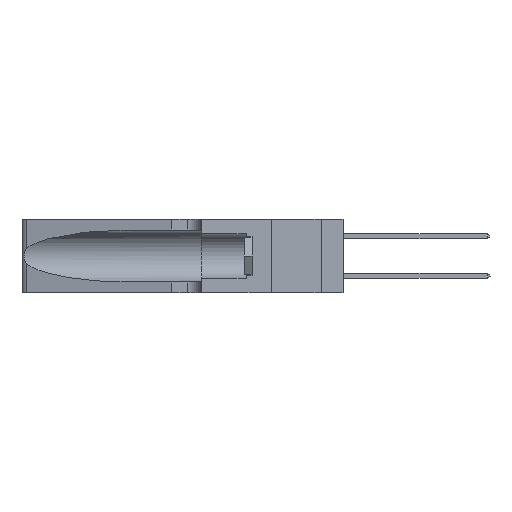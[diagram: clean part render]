
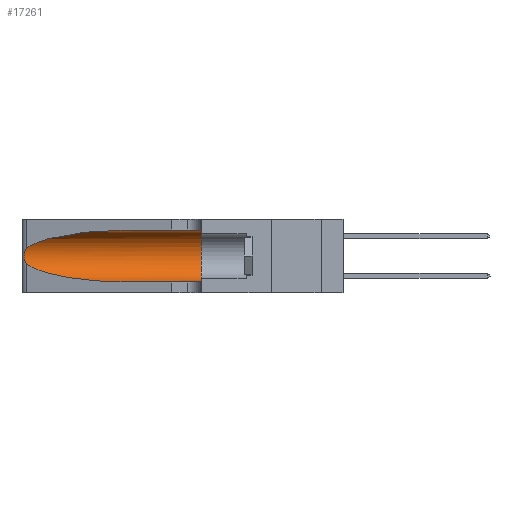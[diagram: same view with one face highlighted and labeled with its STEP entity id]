
A CAD part, left-side view. The second image highlights one B-rep face of the part: STEP entity #17261.
In plain terms, the highlighted cylindrical face has radius 3.308 mm (diameter 6.617 mm), a partial arc.
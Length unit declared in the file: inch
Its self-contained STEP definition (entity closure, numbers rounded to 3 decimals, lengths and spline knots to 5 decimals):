
#77 = VECTOR ( 'NONE', #30159, 39.37008 ) ;
#1367 = VERTEX_POINT ( 'NONE', #7773 ) ;
#1531 = CARTESIAN_POINT ( 'NONE',  ( 0.18966, 0.96281, 0.05475 ) ) ;
#1970 = ORIENTED_EDGE ( 'NONE', *, *, #14355, .T. ) ;
#2303 = CARTESIAN_POINT ( 'NONE',  ( 0.25487, 1.22718, 0.22369 ) ) ;
#2352 = CARTESIAN_POINT ( 'NONE',  ( 0.1305, 0.72297, 0.31525 ) ) ;
#4094 = ORIENTED_EDGE ( 'NONE', *, *, #31216, .F. ) ;
#4100 = VERTEX_POINT ( 'NONE', #2303 ) ;
#4441 = LINE ( 'NONE', #25181, #29254 ) ;
#4598 = VERTEX_POINT ( 'NONE', #24531 ) ;
#4626 = CARTESIAN_POINT ( 'NONE',  ( 0.25856, 1.23593, 0.16098 ) ) ;
#4852 = CARTESIAN_POINT ( 'NONE',  ( 0.2373, 1.15595, 0.28018 ) ) ;
#4953 = CARTESIAN_POINT ( 'NONE',  ( 0.25487, 1.22718, 0.22369 ) ) ;
#5033 = EDGE_CURVE ( 'NONE', #16832, #19378, #19722, .T. ) ;
#5688 = FACE_OUTER_BOUND ( 'NONE', #14961, .T. ) ;
#5962 = CARTESIAN_POINT ( 'NONE',  ( 0.25487, 1.22718, 0.14631 ) ) ;
#6941 = CARTESIAN_POINT ( 'NONE',  ( 0.25787, 1.23484, 0.2124 ) ) ;
#7002 = CARTESIAN_POINT ( 'NONE',  ( 0.25487, 1.22718, 0.14631 ) ) ;
#7441 = LINE ( 'NONE', #25058, #77 ) ;
#7773 = CARTESIAN_POINT ( 'NONE',  ( 0.25487, 1.22718, 0.14631 ) ) ;
#9108 =( BOUNDED_CURVE ( )  B_SPLINE_CURVE ( 3, ( #2352, #19325, #4852, #4953 ),
 .UNSPECIFIED., .F., .T. ) 
 B_SPLINE_CURVE_WITH_KNOTS ( ( 4, 4 ),
 ( 1.5708, 2.84003 ),
 .UNSPECIFIED. ) 
 CURVE ( )  GEOMETRIC_REPRESENTATION_ITEM ( )  RATIONAL_B_SPLINE_CURVE ( ( 1., 0.87, 0.87, 1. ) ) 
 REPRESENTATION_ITEM ( '' )  );
#9188 = CARTESIAN_POINT ( 'NONE',  ( 0.26075, 1.23896, 0.19203 ) ) ;
#10285 = CARTESIAN_POINT ( 'NONE',  ( 0.1305, 0.35, 0.31525 ) ) ;
#10466 = VERTEX_POINT ( 'NONE', #31289 ) ;
#10685 = DIRECTION ( 'NONE',  ( 0., 1., 0. ) ) ;
#10835 = CARTESIAN_POINT ( 'NONE',  ( 0.1305, 1.61858, 0.185 ) ) ;
#10975 = CARTESIAN_POINT ( 'NONE',  ( 0.25487, 1.22718, 0.22369 ) ) ;
#11164 = CARTESIAN_POINT ( 'NONE',  ( 0.1305, 0.35, 0.05475 ) ) ;
#13455 = CARTESIAN_POINT ( 'NONE',  ( 0.25555, 1.22994, 0.2215 ) ) ;
#13913 = CARTESIAN_POINT ( 'NONE',  ( 0.25639, 1.23184, 0.21858 ) ) ;
#14355 = EDGE_CURVE ( 'NONE', #10466, #4100, #9108, .T. ) ;
#14961 = EDGE_LOOP ( 'NONE', ( #1970, #27317, #20458, #17351, #28037, #4094 ) ) ;
#16788 = CARTESIAN_POINT ( 'NONE',  ( 0.25555, 1.22993, 0.14849 ) ) ;
#16832 = VERTEX_POINT ( 'NONE', #10285 ) ;
#17261 = ADVANCED_FACE ( 'NONE', ( #5688 ), #23503, .F. ) ;
#17351 = ORIENTED_EDGE ( 'NONE', *, *, #19214, .T. ) ;
#18375 = CARTESIAN_POINT ( 'NONE',  ( 0.25639, 1.23186, 0.15144 ) ) ;
#19005 = CARTESIAN_POINT ( 'NONE',  ( 0.26018, 1.23835, 0.19895 ) ) ;
#19214 = EDGE_CURVE ( 'NONE', #4598, #19378, #4441, .T. ) ;
#19325 = CARTESIAN_POINT ( 'NONE',  ( 0.18966, 0.96281, 0.31525 ) ) ;
#19378 = VERTEX_POINT ( 'NONE', #11164 ) ;
#19722 = CIRCLE ( 'NONE', #27757, 0.13025 ) ;
#20136 = AXIS2_PLACEMENT_3D ( 'NONE', #10835, #26038, #28646 ) ;
#20458 = ORIENTED_EDGE ( 'NONE', *, *, #28530, .T. ) ;
#21014 = DIRECTION ( 'NONE',  ( 0., -1., 0. ) ) ;
#23240 = CARTESIAN_POINT ( 'NONE',  ( 0.2373, 1.15595, 0.08982 ) ) ;
#23503 = CYLINDRICAL_SURFACE ( 'NONE', #20136, 0.13025 ) ;
#24096 = CARTESIAN_POINT ( 'NONE',  ( 0.26075, 1.23896, 0.178 ) ) ;
#24531 = CARTESIAN_POINT ( 'NONE',  ( 0.1305, 0.72297, 0.05475 ) ) ;
#25058 = CARTESIAN_POINT ( 'NONE',  ( 0.1305, 1.61858, 0.31525 ) ) ;
#25181 = CARTESIAN_POINT ( 'NONE',  ( 0.1305, 1.61858, 0.05475 ) ) ;
#25326 = DIRECTION ( 'NONE',  ( 0., 0., 1. ) ) ;
#25544 = CARTESIAN_POINT ( 'NONE',  ( 0.1305, 0.35, 0.185 ) ) ;
#26038 = DIRECTION ( 'NONE',  ( 0., -1., 0. ) ) ;
#26252 = CARTESIAN_POINT ( 'NONE',  ( 0.25789, 1.23486, 0.15765 ) ) ;
#26384 = B_SPLINE_CURVE_WITH_KNOTS ( 'NONE', 3,
 ( #10975, #13455, #13913, #6941, #28902, #19005, #9188, #24096, #26621, #4626, #26252, #18375, #16788, #7002 ),
 .UNSPECIFIED., .F., .F.,
 ( 4, 2, 2, 2, 2, 2, 4 ),
 ( 0., 0.00027, 0.00053, 0.00107, 0.0016, 0.00187, 0.00214 ),
 .UNSPECIFIED. ) ;
#26478 = EDGE_CURVE ( 'NONE', #4100, #1367, #26384, .T. ) ;
#26621 = CARTESIAN_POINT ( 'NONE',  ( 0.26017, 1.23833, 0.17102 ) ) ;
#27317 = ORIENTED_EDGE ( 'NONE', *, *, #26478, .T. ) ;
#27757 = AXIS2_PLACEMENT_3D ( 'NONE', #25544, #10685, #25326 ) ;
#28037 = ORIENTED_EDGE ( 'NONE', *, *, #5033, .F. ) ;
#28333 =( BOUNDED_CURVE ( )  B_SPLINE_CURVE ( 3, ( #5962, #23240, #1531, #28818 ),
 .UNSPECIFIED., .F., .F. ) 
 B_SPLINE_CURVE_WITH_KNOTS ( ( 4, 4 ),
 ( 3.44316, 4.71239 ),
 .UNSPECIFIED. ) 
 CURVE ( )  GEOMETRIC_REPRESENTATION_ITEM ( )  RATIONAL_B_SPLINE_CURVE ( ( 1., 0.87, 0.87, 1. ) ) 
 REPRESENTATION_ITEM ( '' )  );
#28530 = EDGE_CURVE ( 'NONE', #1367, #4598, #28333, .T. ) ;
#28646 = DIRECTION ( 'NONE',  ( 0., 0., -1. ) ) ;
#28818 = CARTESIAN_POINT ( 'NONE',  ( 0.1305, 0.72297, 0.05475 ) ) ;
#28902 = CARTESIAN_POINT ( 'NONE',  ( 0.25854, 1.2359, 0.20912 ) ) ;
#29254 = VECTOR ( 'NONE', #21014, 39.37008 ) ;
#30159 = DIRECTION ( 'NONE',  ( 0., -1., 0. ) ) ;
#31216 = EDGE_CURVE ( 'NONE', #10466, #16832, #7441, .T. ) ;
#31289 = CARTESIAN_POINT ( 'NONE',  ( 0.1305, 0.72297, 0.31525 ) ) ;
